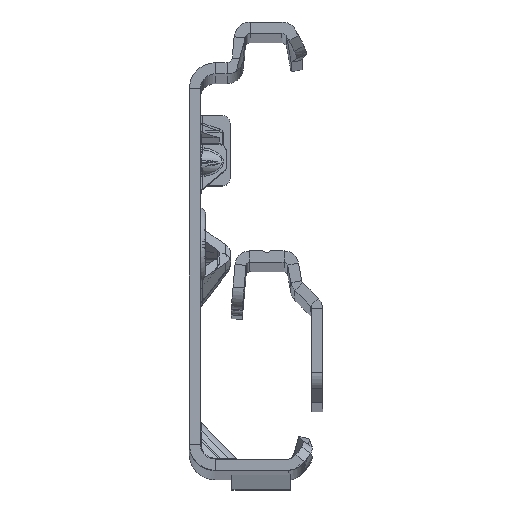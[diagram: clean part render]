
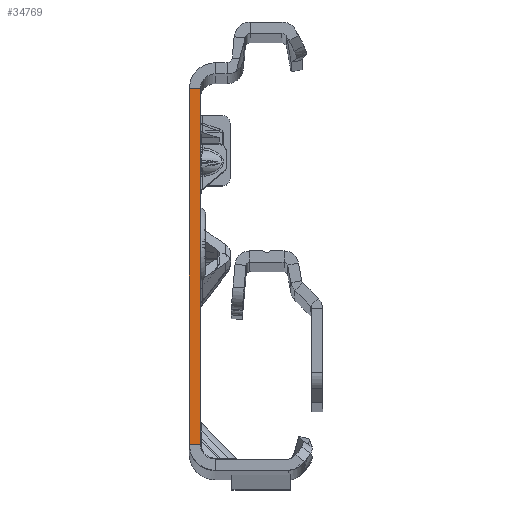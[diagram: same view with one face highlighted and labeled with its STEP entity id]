
A CAD part, top view. The second image highlights one B-rep face of the part: STEP entity #34769.
In plain terms, the highlighted planar face has unit normal (0, 0, 1).
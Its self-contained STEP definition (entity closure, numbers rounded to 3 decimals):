
#424 = LINE ( 'NONE', #34624, #40224 ) ;
#1461 = ORIENTED_EDGE ( 'NONE', *, *, #52902, .T. ) ;
#2682 = LINE ( 'NONE', #14667, #23082 ) ;
#6324 = AXIS2_PLACEMENT_3D ( 'NONE', #48565, #10402, #44372 ) ;
#8640 = ORIENTED_EDGE ( 'NONE', *, *, #40783, .F. ) ;
#10402 = DIRECTION ( 'NONE',  ( 0., 0., 1. ) ) ;
#10945 = CARTESIAN_POINT ( 'NONE',  ( -1.5, -25.865, 0. ) ) ;
#11122 = VERTEX_POINT ( 'NONE', #47111 ) ;
#12656 = DIRECTION ( 'NONE',  ( 0., -1., 0. ) ) ;
#13451 = CARTESIAN_POINT ( 'NONE',  ( 0., -25.865, 0. ) ) ;
#14667 = CARTESIAN_POINT ( 'NONE',  ( 0., 22.135, 0. ) ) ;
#14775 = EDGE_LOOP ( 'NONE', ( #54560, #1461, #53573, #8640 ) ) ;
#16181 = EDGE_CURVE ( 'NONE', #50789, #40276, #424, .T. ) ;
#17619 = LINE ( 'NONE', #13451, #42221 ) ;
#21254 = DIRECTION ( 'NONE',  ( -1., 0., 0. ) ) ;
#22152 = FACE_OUTER_BOUND ( 'NONE', #14775, .T. ) ;
#23082 = VECTOR ( 'NONE', #35822, 1000. ) ;
#25108 = CARTESIAN_POINT ( 'NONE',  ( -1.5, 22.135, 0. ) ) ;
#26470 = VERTEX_POINT ( 'NONE', #31663 ) ;
#26633 = VECTOR ( 'NONE', #12656, 1000. ) ;
#29884 = EDGE_CURVE ( 'NONE', #11122, #26470, #41574, .T. ) ;
#31663 = CARTESIAN_POINT ( 'NONE',  ( 0., -25.865, 0. ) ) ;
#33512 = CARTESIAN_POINT ( 'NONE',  ( 0., -27.865, 0. ) ) ;
#34624 = CARTESIAN_POINT ( 'NONE',  ( -1.5, -27.865, 0. ) ) ;
#34769 = ADVANCED_FACE ( 'NONE', ( #22152 ), #47486, .T. ) ;
#35822 = DIRECTION ( 'NONE',  ( -1., 0., 0. ) ) ;
#40224 = VECTOR ( 'NONE', #43248, 1000. ) ;
#40276 = VERTEX_POINT ( 'NONE', #10945 ) ;
#40783 = EDGE_CURVE ( 'NONE', #26470, #40276, #17619, .T. ) ;
#41574 = LINE ( 'NONE', #33512, #26633 ) ;
#42221 = VECTOR ( 'NONE', #21254, 1000. ) ;
#43248 = DIRECTION ( 'NONE',  ( 0., -1., 0. ) ) ;
#44372 = DIRECTION ( 'NONE',  ( 1., 0., 0. ) ) ;
#47111 = CARTESIAN_POINT ( 'NONE',  ( 0., 22.135, 0. ) ) ;
#47486 = PLANE ( 'NONE',  #6324 ) ;
#48565 = CARTESIAN_POINT ( 'NONE',  ( -1.5, -27.865, 0. ) ) ;
#50789 = VERTEX_POINT ( 'NONE', #25108 ) ;
#52902 = EDGE_CURVE ( 'NONE', #11122, #50789, #2682, .T. ) ;
#53573 = ORIENTED_EDGE ( 'NONE', *, *, #16181, .T. ) ;
#54560 = ORIENTED_EDGE ( 'NONE', *, *, #29884, .F. ) ;
